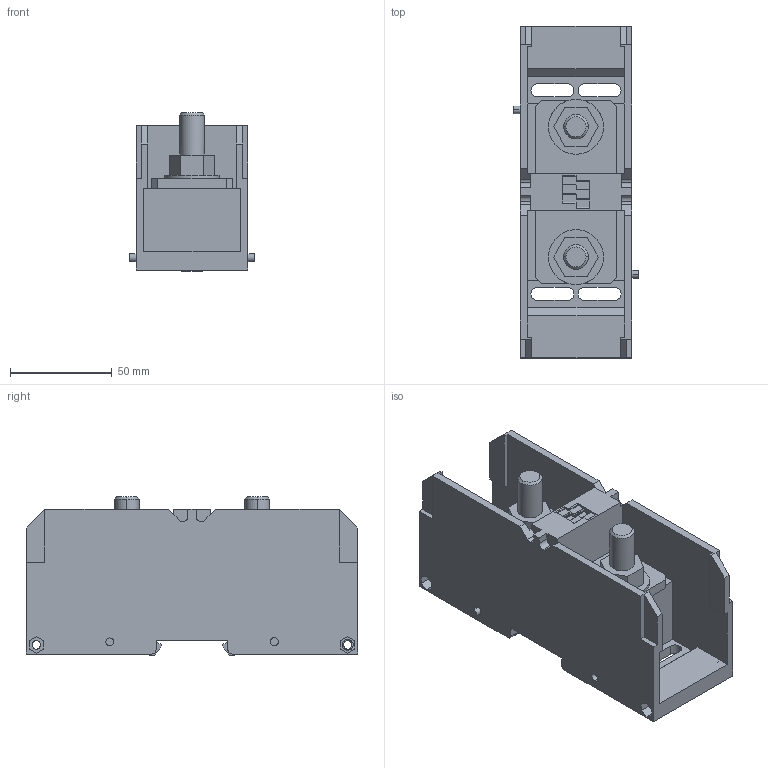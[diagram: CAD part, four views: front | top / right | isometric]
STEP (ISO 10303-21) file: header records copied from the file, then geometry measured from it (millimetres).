
FILE_DESCRIPTION(('CATIA V5R24 STEP','CAx-IF Rec.Pracs.--- Model Styling and Organization---1.2---2011-12-15'),'2;1');
FILE_NAME ('372638_1', '2016-12-06T09:40:51+00:00', ('Weidmueller Interface'), ('Weidmueller'), 'CATIA Version 5-6 Release 2014 SP4 HF52', 'CATIA V5 STEP AP214', 'none');
FILE_SCHEMA(('AUTOMOTIVE_DESIGN { 1 0 10303 214 1 1 1 1 }'));
Length unit declared in the file: millimetre
Products named in the file (1): v5-standard_part
Bounding box: 61.1 x 163 x 77.75 mm (x, y, z)
Volume: 314124.3 mm3; surface area: 76392.8 mm2
Topology: 3 solids, 3 shells, 267 faces, 730 edges, 484 vertices
Faces by surface type: plane 199, cylinder 64, cone 4
Entity records: 8350 total; most frequent: CARTESIAN_POINT 1540, ORIENTED_EDGE 1460, DIRECTION 1254, EDGE_CURVE 730, VECTOR 594, LINE 594, VERTEX_POINT 484, AXIS2_PLACEMENT_3D 395
